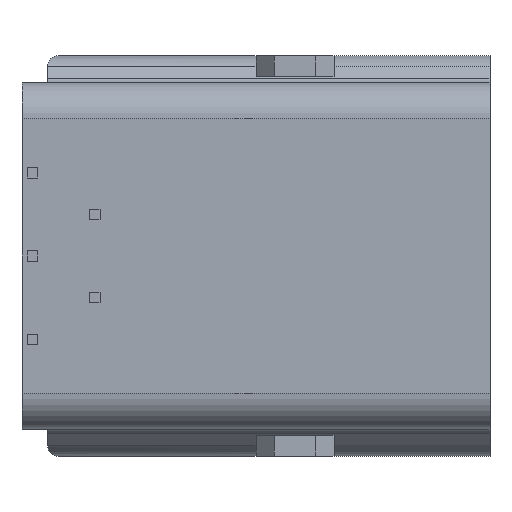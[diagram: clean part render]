
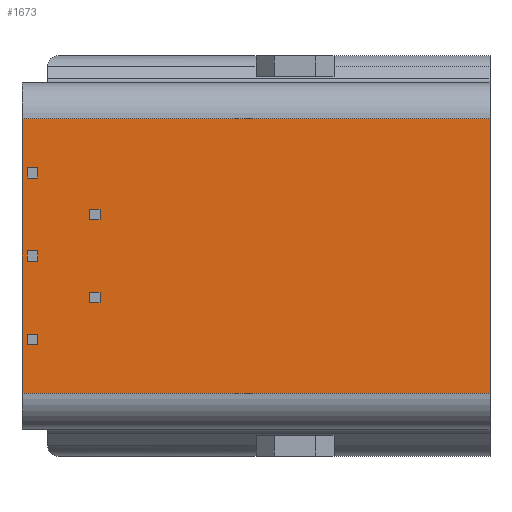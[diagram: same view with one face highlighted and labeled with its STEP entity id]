
A CAD part, front view. The second image highlights one B-rep face of the part: STEP entity #1673.
In plain terms, the highlighted planar face has unit normal (0, -1, 0).
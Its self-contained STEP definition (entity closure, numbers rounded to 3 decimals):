
#15=FACE_BOUND('',#236,.T.);
#16=FACE_BOUND('',#237,.T.);
#17=FACE_BOUND('',#238,.T.);
#18=FACE_BOUND('',#239,.T.);
#19=FACE_BOUND('',#240,.T.);
#69=PLANE('',#1800);
#146=FACE_OUTER_BOUND('',#235,.T.);
#235=EDGE_LOOP('',(#1399,#1400,#1401,#1402));
#236=EDGE_LOOP('',(#1403,#1404,#1405,#1406));
#237=EDGE_LOOP('',(#1407,#1408,#1409,#1410));
#238=EDGE_LOOP('',(#1411,#1412,#1413,#1414));
#239=EDGE_LOOP('',(#1415,#1416,#1417,#1418));
#240=EDGE_LOOP('',(#1419,#1420,#1421,#1422));
#387=LINE('',#2502,#588);
#391=LINE('',#2510,#592);
#394=LINE('',#2516,#595);
#397=LINE('',#2521,#598);
#399=LINE('',#2527,#600);
#403=LINE('',#2535,#604);
#406=LINE('',#2541,#607);
#409=LINE('',#2546,#610);
#411=LINE('',#2552,#612);
#415=LINE('',#2560,#616);
#418=LINE('',#2566,#619);
#421=LINE('',#2571,#622);
#423=LINE('',#2577,#624);
#427=LINE('',#2585,#628);
#430=LINE('',#2591,#631);
#433=LINE('',#2596,#634);
#435=LINE('',#2602,#636);
#439=LINE('',#2610,#640);
#442=LINE('',#2616,#643);
#445=LINE('',#2621,#646);
#459=LINE('',#2657,#660);
#468=LINE('',#2688,#669);
#469=LINE('',#2692,#670);
#470=LINE('',#2693,#671);
#588=VECTOR('',#1996,10.);
#592=VECTOR('',#2002,10.);
#595=VECTOR('',#2007,10.);
#598=VECTOR('',#2012,10.);
#600=VECTOR('',#2018,10.);
#604=VECTOR('',#2024,10.);
#607=VECTOR('',#2029,10.);
#610=VECTOR('',#2034,10.);
#612=VECTOR('',#2040,10.);
#616=VECTOR('',#2046,10.);
#619=VECTOR('',#2051,10.);
#622=VECTOR('',#2056,10.);
#624=VECTOR('',#2062,10.);
#628=VECTOR('',#2068,10.);
#631=VECTOR('',#2073,10.);
#634=VECTOR('',#2078,10.);
#636=VECTOR('',#2084,10.);
#640=VECTOR('',#2090,10.);
#643=VECTOR('',#2095,10.);
#646=VECTOR('',#2100,10.);
#660=VECTOR('',#2130,10.);
#669=VECTOR('',#2161,10.);
#670=VECTOR('',#2166,10.);
#671=VECTOR('',#2167,10.);
#787=VERTEX_POINT('',#2500);
#788=VERTEX_POINT('',#2501);
#791=VERTEX_POINT('',#2509);
#793=VERTEX_POINT('',#2515);
#795=VERTEX_POINT('',#2525);
#796=VERTEX_POINT('',#2526);
#799=VERTEX_POINT('',#2534);
#801=VERTEX_POINT('',#2540);
#803=VERTEX_POINT('',#2550);
#804=VERTEX_POINT('',#2551);
#807=VERTEX_POINT('',#2559);
#809=VERTEX_POINT('',#2565);
#811=VERTEX_POINT('',#2575);
#812=VERTEX_POINT('',#2576);
#815=VERTEX_POINT('',#2584);
#817=VERTEX_POINT('',#2590);
#819=VERTEX_POINT('',#2600);
#820=VERTEX_POINT('',#2601);
#823=VERTEX_POINT('',#2609);
#825=VERTEX_POINT('',#2615);
#839=VERTEX_POINT('',#2654);
#840=VERTEX_POINT('',#2656);
#851=VERTEX_POINT('',#2687);
#852=VERTEX_POINT('',#2691);
#966=EDGE_CURVE('',#787,#788,#387,.T.);
#970=EDGE_CURVE('',#788,#791,#391,.T.);
#973=EDGE_CURVE('',#791,#793,#394,.T.);
#976=EDGE_CURVE('',#793,#787,#397,.T.);
#978=EDGE_CURVE('',#795,#796,#399,.T.);
#982=EDGE_CURVE('',#796,#799,#403,.T.);
#985=EDGE_CURVE('',#799,#801,#406,.T.);
#988=EDGE_CURVE('',#801,#795,#409,.T.);
#990=EDGE_CURVE('',#803,#804,#411,.T.);
#994=EDGE_CURVE('',#804,#807,#415,.T.);
#997=EDGE_CURVE('',#807,#809,#418,.T.);
#1000=EDGE_CURVE('',#809,#803,#421,.T.);
#1002=EDGE_CURVE('',#811,#812,#423,.T.);
#1006=EDGE_CURVE('',#812,#815,#427,.T.);
#1009=EDGE_CURVE('',#815,#817,#430,.T.);
#1012=EDGE_CURVE('',#817,#811,#433,.T.);
#1014=EDGE_CURVE('',#819,#820,#435,.T.);
#1018=EDGE_CURVE('',#820,#823,#439,.T.);
#1021=EDGE_CURVE('',#823,#825,#442,.T.);
#1024=EDGE_CURVE('',#825,#819,#445,.T.);
#1041=EDGE_CURVE('',#839,#840,#459,.T.);
#1057=EDGE_CURVE('',#840,#851,#468,.T.);
#1059=EDGE_CURVE('',#852,#839,#469,.T.);
#1060=EDGE_CURVE('',#851,#852,#470,.T.);
#1399=ORIENTED_EDGE('',*,*,#1057,.F.);
#1400=ORIENTED_EDGE('',*,*,#1041,.F.);
#1401=ORIENTED_EDGE('',*,*,#1059,.F.);
#1402=ORIENTED_EDGE('',*,*,#1060,.F.);
#1403=ORIENTED_EDGE('',*,*,#966,.T.);
#1404=ORIENTED_EDGE('',*,*,#970,.T.);
#1405=ORIENTED_EDGE('',*,*,#973,.T.);
#1406=ORIENTED_EDGE('',*,*,#976,.T.);
#1407=ORIENTED_EDGE('',*,*,#978,.T.);
#1408=ORIENTED_EDGE('',*,*,#982,.T.);
#1409=ORIENTED_EDGE('',*,*,#985,.T.);
#1410=ORIENTED_EDGE('',*,*,#988,.T.);
#1411=ORIENTED_EDGE('',*,*,#990,.T.);
#1412=ORIENTED_EDGE('',*,*,#994,.T.);
#1413=ORIENTED_EDGE('',*,*,#997,.T.);
#1414=ORIENTED_EDGE('',*,*,#1000,.T.);
#1415=ORIENTED_EDGE('',*,*,#1002,.T.);
#1416=ORIENTED_EDGE('',*,*,#1006,.T.);
#1417=ORIENTED_EDGE('',*,*,#1009,.T.);
#1418=ORIENTED_EDGE('',*,*,#1012,.T.);
#1419=ORIENTED_EDGE('',*,*,#1014,.T.);
#1420=ORIENTED_EDGE('',*,*,#1018,.T.);
#1421=ORIENTED_EDGE('',*,*,#1021,.T.);
#1422=ORIENTED_EDGE('',*,*,#1024,.T.);
#1673=ADVANCED_FACE('',(#146,#15,#16,#17,#18,#19),#69,.T.);
#1800=AXIS2_PLACEMENT_3D('',#2690,#2164,#2165);
#1996=DIRECTION('',(0.,0.,1.));
#2002=DIRECTION('',(1.,0.,0.));
#2007=DIRECTION('',(0.,0.,-1.));
#2012=DIRECTION('',(-1.,0.,0.));
#2018=DIRECTION('',(0.,0.,1.));
#2024=DIRECTION('',(1.,0.,0.));
#2029=DIRECTION('',(0.,0.,-1.));
#2034=DIRECTION('',(-1.,0.,0.));
#2040=DIRECTION('',(0.,0.,1.));
#2046=DIRECTION('',(1.,0.,0.));
#2051=DIRECTION('',(0.,0.,-1.));
#2056=DIRECTION('',(-1.,0.,0.));
#2062=DIRECTION('',(0.,0.,1.));
#2068=DIRECTION('',(1.,0.,0.));
#2073=DIRECTION('',(0.,0.,-1.));
#2078=DIRECTION('',(-1.,0.,0.));
#2084=DIRECTION('',(0.,0.,1.));
#2090=DIRECTION('',(1.,0.,0.));
#2095=DIRECTION('',(0.,0.,-1.));
#2100=DIRECTION('',(-1.,0.,0.));
#2130=DIRECTION('',(0.,0.,1.));
#2161=DIRECTION('',(1.,0.,0.));
#2164=DIRECTION('center_axis',(0.,-1.,0.));
#2165=DIRECTION('ref_axis',(0.,0.,1.));
#2166=DIRECTION('',(-1.,0.,0.));
#2167=DIRECTION('',(0.,0.,-1.));
#2500=CARTESIAN_POINT('',(-8.9,0.,1.5));
#2501=CARTESIAN_POINT('',(-8.9,0.,1.7));
#2502=CARTESIAN_POINT('',(-8.9,0.,-0.818));
#2509=CARTESIAN_POINT('',(-8.7,0.,1.7));
#2510=CARTESIAN_POINT('',(-4.35,0.,1.7));
#2515=CARTESIAN_POINT('',(-8.7,0.,1.5));
#2516=CARTESIAN_POINT('',(-8.7,0.,-0.918));
#2521=CARTESIAN_POINT('',(-4.45,0.,1.5));
#2525=CARTESIAN_POINT('',(-7.7,0.,0.7));
#2526=CARTESIAN_POINT('',(-7.7,0.,0.9));
#2527=CARTESIAN_POINT('',(-7.7,0.,-1.218));
#2534=CARTESIAN_POINT('',(-7.5,0.,0.9));
#2535=CARTESIAN_POINT('',(-3.75,0.,0.9));
#2540=CARTESIAN_POINT('',(-7.5,0.,0.7));
#2541=CARTESIAN_POINT('',(-7.5,0.,-1.318));
#2546=CARTESIAN_POINT('',(-3.85,0.,0.7));
#2550=CARTESIAN_POINT('',(-8.9,0.,-0.1));
#2551=CARTESIAN_POINT('',(-8.9,0.,0.1));
#2552=CARTESIAN_POINT('',(-8.9,0.,-1.618));
#2559=CARTESIAN_POINT('',(-8.7,0.,0.1));
#2560=CARTESIAN_POINT('',(-4.35,0.,0.1));
#2565=CARTESIAN_POINT('',(-8.7,0.,-0.1));
#2566=CARTESIAN_POINT('',(-8.7,0.,-1.718));
#2571=CARTESIAN_POINT('',(-4.45,0.,-0.1));
#2575=CARTESIAN_POINT('',(-7.7,0.,-0.9));
#2576=CARTESIAN_POINT('',(-7.7,0.,-0.7));
#2577=CARTESIAN_POINT('',(-7.7,0.,-2.018));
#2584=CARTESIAN_POINT('',(-7.5,0.,-0.7));
#2585=CARTESIAN_POINT('',(-3.75,0.,-0.7));
#2590=CARTESIAN_POINT('',(-7.5,0.,-0.9));
#2591=CARTESIAN_POINT('',(-7.5,0.,-2.118));
#2596=CARTESIAN_POINT('',(-3.85,0.,-0.9));
#2600=CARTESIAN_POINT('',(-8.9,0.,-1.7));
#2601=CARTESIAN_POINT('',(-8.9,0.,-1.5));
#2602=CARTESIAN_POINT('',(-8.9,0.,-2.418));
#2609=CARTESIAN_POINT('',(-8.7,0.,-1.5));
#2610=CARTESIAN_POINT('',(-4.35,0.,-1.5));
#2615=CARTESIAN_POINT('',(-8.7,0.,-1.7));
#2616=CARTESIAN_POINT('',(-8.7,0.,-2.518));
#2621=CARTESIAN_POINT('',(-4.45,0.,-1.7));
#2654=CARTESIAN_POINT('',(-9.,0.,-2.635));
#2656=CARTESIAN_POINT('',(-9.,0.,2.635));
#2657=CARTESIAN_POINT('',(-9.,0.,3.335));
#2687=CARTESIAN_POINT('',(0.,0.,2.635));
#2688=CARTESIAN_POINT('',(0.,0.,2.635));
#2690=CARTESIAN_POINT('Origin',(0.,0.,-3.335));
#2691=CARTESIAN_POINT('',(0.,0.,-2.635));
#2692=CARTESIAN_POINT('',(0.,0.,-2.635));
#2693=CARTESIAN_POINT('',(0.,0.,3.335));
